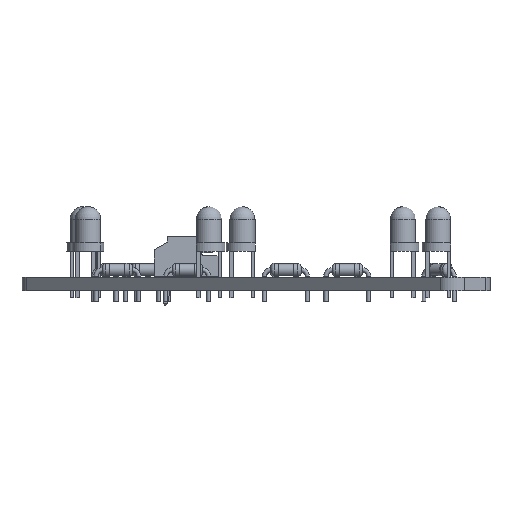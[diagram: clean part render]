
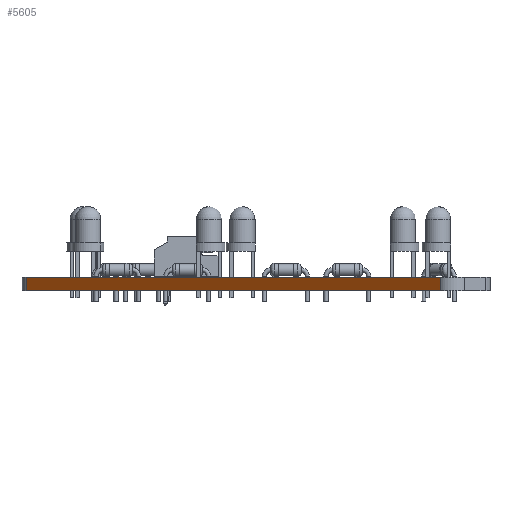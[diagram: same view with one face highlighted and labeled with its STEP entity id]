
A CAD part, front view. The second image highlights one B-rep face of the part: STEP entity #5605.
In plain terms, the highlighted planar face has unit normal (-0.707, -0.707, 0).
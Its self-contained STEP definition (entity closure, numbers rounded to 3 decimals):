
#639=FACE_OUTER_BOUND('',#1005,.T.);
#1005=EDGE_LOOP('',(#4771,#4772,#4773,#4774));
#1564=LINE('',#8908,#2164);
#1590=LINE('',#9060,#2190);
#1606=LINE('',#9167,#2206);
#1608=LINE('',#9171,#2208);
#2164=VECTOR('',#7201,1.);
#2190=VECTOR('',#7337,1.);
#2206=VECTOR('',#7453,1.);
#2208=VECTOR('',#7459,1.);
#2620=VERTEX_POINT('',#8905);
#2621=VERTEX_POINT('',#8907);
#2691=VERTEX_POINT('',#9057);
#2692=VERTEX_POINT('',#9059);
#3298=EDGE_CURVE('',#2621,#2620,#1564,.T.);
#3375=EDGE_CURVE('',#2691,#2692,#1590,.T.);
#3430=EDGE_CURVE('',#2692,#2620,#1606,.T.);
#3432=EDGE_CURVE('',#2691,#2621,#1608,.T.);
#4771=ORIENTED_EDGE('',*,*,#3432,.T.);
#4772=ORIENTED_EDGE('',*,*,#3298,.T.);
#4773=ORIENTED_EDGE('',*,*,#3430,.F.);
#4774=ORIENTED_EDGE('',*,*,#3375,.F.);
#5160=PLANE('',#6080);
#5605=ADVANCED_FACE('',(#639),#5160,.T.);
#6080=AXIS2_PLACEMENT_3D('',#9170,#7457,#7458);
#7201=DIRECTION('',(-0.707,0.707,0.));
#7337=DIRECTION('',(-0.707,0.707,0.));
#7453=DIRECTION('',(0.,0.,1.));
#7457=DIRECTION('center_axis',(-0.707,-0.707,0.));
#7458=DIRECTION('ref_axis',(-0.707,0.707,0.));
#7459=DIRECTION('',(0.,0.,1.));
#8905=CARTESIAN_POINT('',(125.12,-96.29,1.6));
#8907=CARTESIAN_POINT('',(174.209,-145.379,1.6));
#8908=CARTESIAN_POINT('',(174.209,-145.379,1.6));
#9057=CARTESIAN_POINT('',(174.209,-145.379,0.));
#9059=CARTESIAN_POINT('',(125.12,-96.29,0.));
#9060=CARTESIAN_POINT('',(174.209,-145.379,0.));
#9167=CARTESIAN_POINT('',(125.12,-96.29,0.));
#9170=CARTESIAN_POINT('Origin',(174.209,-145.379,0.));
#9171=CARTESIAN_POINT('',(174.209,-145.379,0.));
